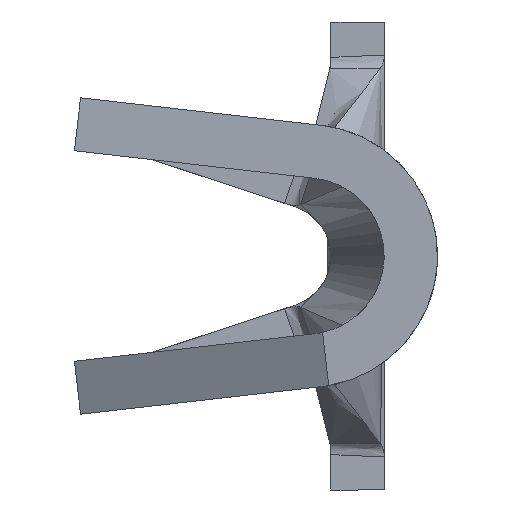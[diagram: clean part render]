
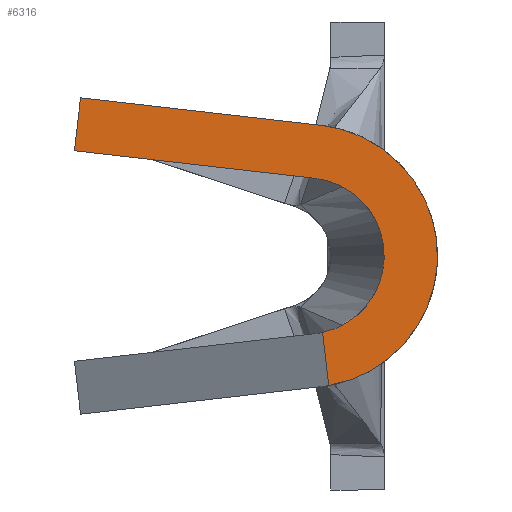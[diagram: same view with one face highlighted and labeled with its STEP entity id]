
A CAD part, left-side view. The second image highlights one B-rep face of the part: STEP entity #6316.
In plain terms, the highlighted planar face has unit normal (-1, 0, 0).
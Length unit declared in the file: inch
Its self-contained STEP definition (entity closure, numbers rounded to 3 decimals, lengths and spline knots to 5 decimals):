
#45 = CARTESIAN_POINT ( 'NONE',  ( -0.312, 0.154, 0.06321 ) ) ;
#129 = EDGE_CURVE ( 'NONE', #3053, #1744, #2618, .T. ) ;
#605 = CARTESIAN_POINT ( 'NONE',  ( -0.312, 0.015, 0. ) ) ;
#607 = EDGE_CURVE ( 'NONE', #925, #3317, #873, .T. ) ;
#691 = ORIENTED_EDGE ( 'NONE', *, *, #934, .F. ) ;
#759 = DIRECTION ( 'NONE',  ( 0., 0.994, 0.114 ) ) ;
#768 = ORIENTED_EDGE ( 'NONE', *, *, #871, .F. ) ;
#844 = DIRECTION ( 'NONE',  ( 0., -0.114, -0.994 ) ) ;
#871 = EDGE_CURVE ( 'NONE', #3317, #3750, #3340, .T. ) ;
#873 = CIRCLE ( 'NONE', #3077, 0.047 ) ;
#878 = FACE_OUTER_BOUND ( 'NONE', #2465, .T. ) ;
#908 = EDGE_CURVE ( 'NONE', #3750, #4160, #3169, .T. ) ;
#925 = VERTEX_POINT ( 'NONE', #4165 ) ;
#934 = EDGE_CURVE ( 'NONE', #4160, #3053, #6355, .T. ) ;
#940 = ORIENTED_EDGE ( 'NONE', *, *, #908, .F. ) ;
#986 = EDGE_CURVE ( 'NONE', #925, #1744, #3005, .T. ) ;
#1160 = DIRECTION ( 'NONE',  ( 0., 0., -1. ) ) ;
#1657 = VECTOR ( 'NONE', #3585, 39.37008 ) ;
#1744 = VERTEX_POINT ( 'NONE', #6980 ) ;
#1758 = CARTESIAN_POINT ( 'NONE',  ( -0.312, 0.15036, 0.095 ) ) ;
#1851 = VECTOR ( 'NONE', #759, 39.37008 ) ;
#1891 = CARTESIAN_POINT ( 'NONE',  ( -0.312, 0.01031, 0.00054 ) ) ;
#2056 = ORIENTED_EDGE ( 'NONE', *, *, #129, .F. ) ;
#2248 = CARTESIAN_POINT ( 'NONE',  ( -0.312, 0.00602, 0.07849 ) ) ;
#2430 = CARTESIAN_POINT ( 'NONE',  ( -0.312, 0.00602, 0.07849 ) ) ;
#2465 = EDGE_LOOP ( 'NONE', ( #5791, #7224, #2056, #691, #940, #768 ) ) ;
#2618 = CIRCLE ( 'NONE', #5231, 0.079 ) ;
#2914 = CARTESIAN_POINT ( 'NONE',  ( -0.312, 0.015, 0. ) ) ;
#3005 = LINE ( 'NONE', #1891, #4338 ) ;
#3011 = CARTESIAN_POINT ( 'NONE',  ( -0.312, 0.154, 0.06321 ) ) ;
#3019 = DIRECTION ( 'NONE',  ( 1., 0., 0. ) ) ;
#3053 = VERTEX_POINT ( 'NONE', #2248 ) ;
#3077 = AXIS2_PLACEMENT_3D ( 'NONE', #605, #4542, #1160 ) ;
#3169 = LINE ( 'NONE', #3011, #1657 ) ;
#3317 = VERTEX_POINT ( 'NONE', #6282 ) ;
#3340 = LINE ( 'NONE', #6925, #1851 ) ;
#3482 = DIRECTION ( 'NONE',  ( 0., 0., -1. ) ) ;
#3585 = DIRECTION ( 'NONE',  ( 0., -0.114, 0.994 ) ) ;
#3750 = VERTEX_POINT ( 'NONE', #45 ) ;
#4118 = PLANE ( 'NONE',  #5508 ) ;
#4160 = VERTEX_POINT ( 'NONE', #1758 ) ;
#4165 = CARTESIAN_POINT ( 'NONE',  ( -0.312, 0.005, -0.04592 ) ) ;
#4338 = VECTOR ( 'NONE', #844, 39.37008 ) ;
#4542 = DIRECTION ( 'NONE',  ( -1., 0., 0. ) ) ;
#5026 = VECTOR ( 'NONE', #6406, 39.37008 ) ;
#5231 = AXIS2_PLACEMENT_3D ( 'NONE', #2914, #6854, #3482 ) ;
#5508 = AXIS2_PLACEMENT_3D ( 'NONE', #6392, #3019, #6956 ) ;
#5791 = ORIENTED_EDGE ( 'NONE', *, *, #607, .F. ) ;
#6282 = CARTESIAN_POINT ( 'NONE',  ( -0.312, 0.00966, 0.0467 ) ) ;
#6316 = ADVANCED_FACE ( 'NONE', ( #878 ), #4118, .F. ) ;
#6355 = LINE ( 'NONE', #2430, #5026 ) ;
#6392 = CARTESIAN_POINT ( 'NONE',  ( -0.312, 0.015, 0. ) ) ;
#6406 = DIRECTION ( 'NONE',  ( 0., -0.994, -0.114 ) ) ;
#6854 = DIRECTION ( 'NONE',  ( 1., 0., 0. ) ) ;
#6925 = CARTESIAN_POINT ( 'NONE',  ( -0.312, 0.00966, 0.0467 ) ) ;
#6956 = DIRECTION ( 'NONE',  ( 0., 0., -1. ) ) ;
#6980 = CARTESIAN_POINT ( 'NONE',  ( -0.312, 0.00135, -0.07781 ) ) ;
#7224 = ORIENTED_EDGE ( 'NONE', *, *, #986, .T. ) ;
